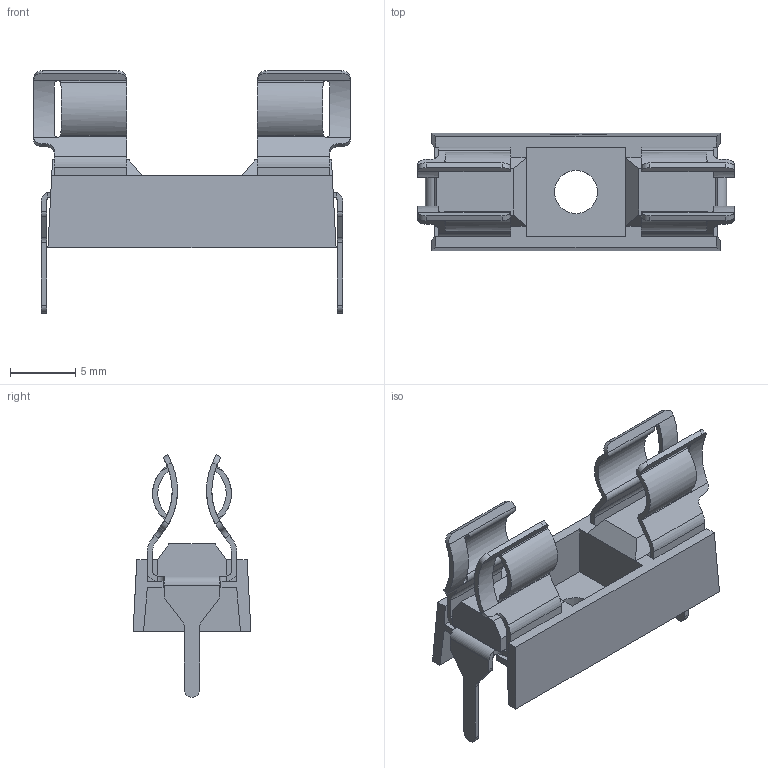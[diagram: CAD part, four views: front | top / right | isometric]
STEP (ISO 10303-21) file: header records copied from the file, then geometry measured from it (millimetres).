
FILE_DESCRIPTION (( 'STEP AP214' ), '1' );
FILE_NAME ('FUSE-TH_L22.3-W9.0.step', '2025-02-28T02:58:50', ( '' ), ( '' ), 'SwSTEP 2.0', 'SolidWorks 2021', '' );
FILE_SCHEMA (( 'AUTOMOTIVE_DESIGN' ));
Length unit declared in the file: millimetre
Products named in the file (1): FUSE-TH_L22.3-W9.0
Bounding box: 24.2 x 9 x 18.5 mm (x, y, z)
Volume: 653.9 mm3; surface area: 1867.5 mm2
Topology: 3 solids, 3 shells, 482 faces, 1355 edges, 890 vertices
Faces by surface type: plane 270, cylinder 114, bspline 98
Entity records: 21485 total; most frequent: CARTESIAN_POINT 4274, ORIENTED_EDGE 2710, DIRECTION 2077, EDGE_CURVE 1355, LINE 891, VECTOR 891, VERTEX_POINT 890, AXIS2_PLACEMENT_3D 593
